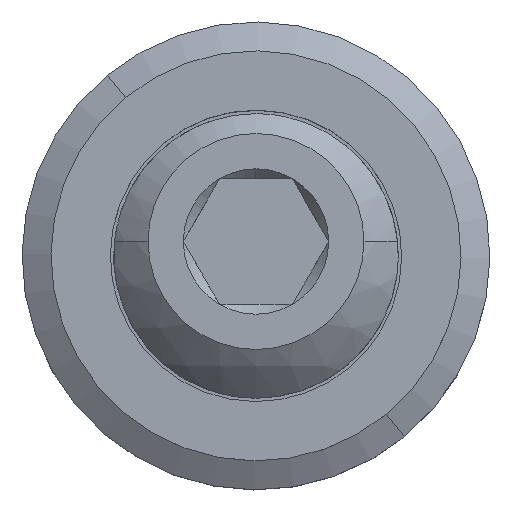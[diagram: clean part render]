
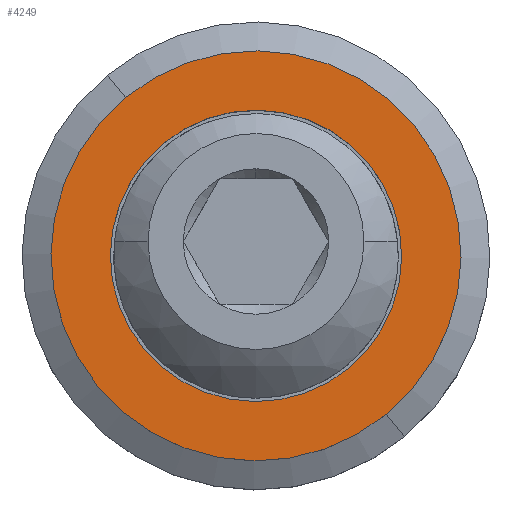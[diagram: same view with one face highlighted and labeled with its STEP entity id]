
A CAD part, top view. The second image highlights one B-rep face of the part: STEP entity #4249.
In plain terms, the highlighted planar face has unit normal (0, 0, 1).
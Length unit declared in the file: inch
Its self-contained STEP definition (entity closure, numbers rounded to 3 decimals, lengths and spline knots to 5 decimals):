
#265 = CARTESIAN_POINT ( 'NONE',  ( 0.356, 0., 0. ) ) ;
#314 = DIRECTION ( 'NONE',  ( 0., 0., 1. ) ) ;
#336 = EDGE_LOOP ( 'NONE', ( #3478, #1857 ) ) ;
#337 = DIRECTION ( 'NONE',  ( 0., 0., 1. ) ) ;
#482 = AXIS2_PLACEMENT_3D ( 'NONE', #2393, #337, #2735 ) ;
#771 = ORIENTED_EDGE ( 'NONE', *, *, #2265, .T. ) ;
#831 = DIRECTION ( 'NONE',  ( 0., 0., 1. ) ) ;
#835 = DIRECTION ( 'NONE',  ( 0., 0., 1. ) ) ;
#1266 = AXIS2_PLACEMENT_3D ( 'NONE', #1388, #3780, #1746 ) ;
#1388 = CARTESIAN_POINT ( 'NONE',  ( 0., 0., 0. ) ) ;
#1600 = CIRCLE ( 'NONE', #1266, 0.253 ) ;
#1746 = DIRECTION ( 'NONE',  ( 1., 0., 0. ) ) ;
#1857 = ORIENTED_EDGE ( 'NONE', *, *, #2876, .F. ) ;
#1885 = CARTESIAN_POINT ( 'NONE',  ( 0.253, 0., 0. ) ) ;
#1887 = FACE_OUTER_BOUND ( 'NONE', #2824, .T. ) ;
#1979 = CIRCLE ( 'NONE', #482, 0.356 ) ;
#1998 = FACE_BOUND ( 'NONE', #336, .T. ) ;
#2143 = AXIS2_PLACEMENT_3D ( 'NONE', #2368, #314, #2709 ) ;
#2184 = CARTESIAN_POINT ( 'NONE',  ( -0.356, 0., 0. ) ) ;
#2265 = EDGE_CURVE ( 'NONE', #4205, #2378, #2894, .T. ) ;
#2273 = AXIS2_PLACEMENT_3D ( 'NONE', #2916, #835, #3252 ) ;
#2368 = CARTESIAN_POINT ( 'NONE',  ( 0., 0., 0. ) ) ;
#2378 = VERTEX_POINT ( 'NONE', #265 ) ;
#2393 = CARTESIAN_POINT ( 'NONE',  ( 0., 0., 0. ) ) ;
#2467 = EDGE_CURVE ( 'NONE', #4264, #2734, #2475, .T. ) ;
#2475 = CIRCLE ( 'NONE', #2143, 0.253 ) ;
#2702 = CARTESIAN_POINT ( 'NONE',  ( -0.253, 0., 0. ) ) ;
#2709 = DIRECTION ( 'NONE',  ( 1., 0., 0. ) ) ;
#2734 = VERTEX_POINT ( 'NONE', #2702 ) ;
#2735 = DIRECTION ( 'NONE',  ( 1., 0., 0. ) ) ;
#2824 = EDGE_LOOP ( 'NONE', ( #4207, #771 ) ) ;
#2876 = EDGE_CURVE ( 'NONE', #2734, #4264, #1600, .T. ) ;
#2894 = CIRCLE ( 'NONE', #2273, 0.356 ) ;
#2912 = PLANE ( 'NONE',  #4286 ) ;
#2916 = CARTESIAN_POINT ( 'NONE',  ( 0., 0., 0. ) ) ;
#3249 = DIRECTION ( 'NONE',  ( 1., 0., 0. ) ) ;
#3252 = DIRECTION ( 'NONE',  ( 1., 0., 0. ) ) ;
#3478 = ORIENTED_EDGE ( 'NONE', *, *, #2467, .F. ) ;
#3480 = EDGE_CURVE ( 'NONE', #2378, #4205, #1979, .T. ) ;
#3780 = DIRECTION ( 'NONE',  ( 0., 0., 1. ) ) ;
#3932 = CARTESIAN_POINT ( 'NONE',  ( 0.253, 0., 0. ) ) ;
#4205 = VERTEX_POINT ( 'NONE', #2184 ) ;
#4207 = ORIENTED_EDGE ( 'NONE', *, *, #3480, .T. ) ;
#4249 = ADVANCED_FACE ( 'NONE', ( #1887, #1998 ), #2912, .T. ) ;
#4264 = VERTEX_POINT ( 'NONE', #3932 ) ;
#4286 = AXIS2_PLACEMENT_3D ( 'NONE', #1885, #831, #3249 ) ;
